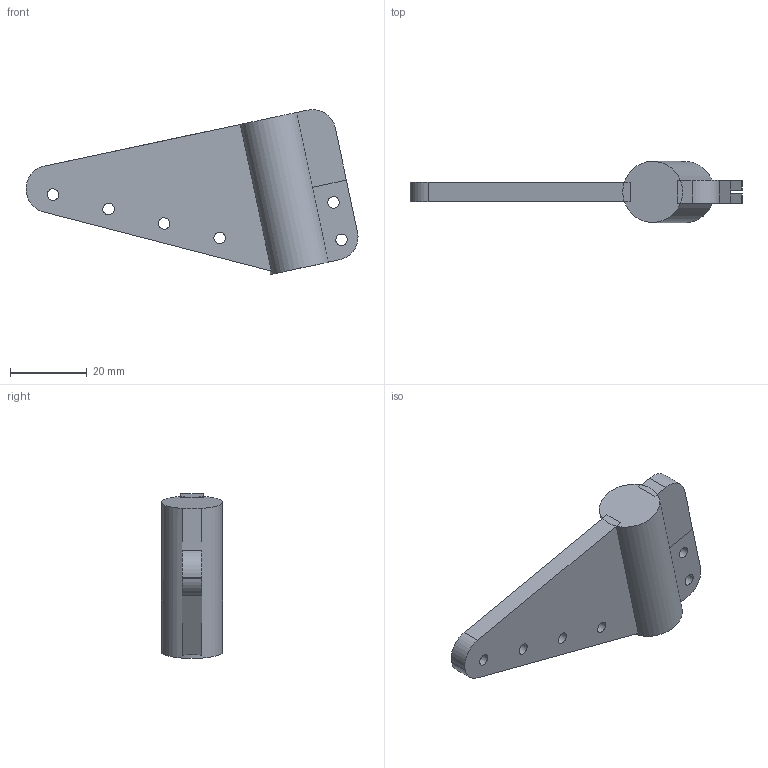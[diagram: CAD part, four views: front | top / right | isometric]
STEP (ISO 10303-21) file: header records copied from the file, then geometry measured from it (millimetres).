
FILE_DESCRIPTION(('FreeCAD Model'),'2;1');
FILE_NAME('MastHeadAttachment8mm.step','2020-11-18T08:59:43',('Author'),(''), 'Open CASCADE STEP processor 7.3','FreeCAD','Unknown');
FILE_SCHEMA(('AUTOMOTIVE_DESIGN { 1 0 10303 214 1 1 1 1 }'));
Length unit declared in the file: millimetre
Products named in the file (1): MastHeadAttachment_8mm
Bounding box: 86.77 x 16 x 43.1 mm (x, y, z)
Volume: 15612.9 mm3; surface area: 7614.5 mm2
Topology: 1 solids, 1 shells, 47 faces, 120 edges, 76 vertices
Faces by surface type: plane 32, cylinder 15
Full cylindrical faces by diameter (mm): 3 x8, 8.25 x1
Entity records: 3078 total; most frequent: CARTESIAN_POINT 576, DIRECTION 480, LINE 274, VECTOR 274, ORIENTED_EDGE 240, PCURVE 240, DEFINITIONAL_REPRESENTATION 240, EDGE_CURVE 120
